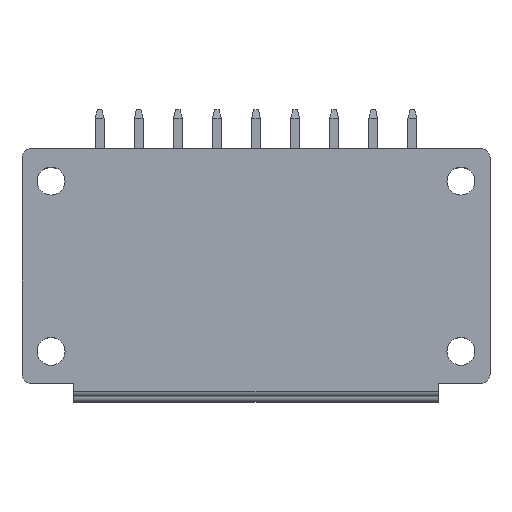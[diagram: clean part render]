
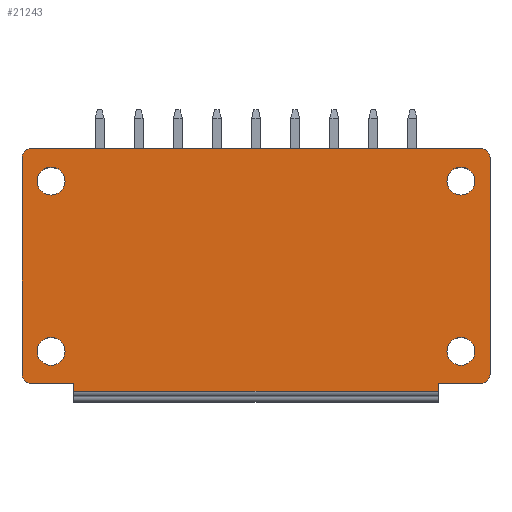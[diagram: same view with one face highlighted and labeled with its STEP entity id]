
A CAD part, top view. The second image highlights one B-rep face of the part: STEP entity #21243.
In plain terms, the highlighted planar face has unit normal (0, 0, 1).
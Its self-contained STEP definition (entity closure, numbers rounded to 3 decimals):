
#367=CARTESIAN_POINT('',(-34.8,-6.74,9.2));
#368=DIRECTION('',(0.,0.,-1.));
#369=DIRECTION('',(-1.,0.,0.));
#370=AXIS2_PLACEMENT_3D('',#367,#368,#369);
#372=CARTESIAN_POINT('',(-34.8,-6.74,9.2));
#373=DIRECTION('',(0.,0.,-1.));
#374=DIRECTION('',(1.,0.,0.));
#375=AXIS2_PLACEMENT_3D('',#372,#373,#374);
#377=CARTESIAN_POINT('',(-34.8,8.5,9.2));
#378=DIRECTION('',(0.,0.,-1.));
#379=DIRECTION('',(-1.,0.,0.));
#380=AXIS2_PLACEMENT_3D('',#377,#378,#379);
#382=CARTESIAN_POINT('',(-34.8,8.5,9.2));
#383=DIRECTION('',(0.,0.,-1.));
#384=DIRECTION('',(1.,0.,0.));
#385=AXIS2_PLACEMENT_3D('',#382,#383,#384);
#387=CARTESIAN_POINT('',(1.9,-6.74,9.2));
#388=DIRECTION('',(0.,0.,1.));
#389=DIRECTION('',(1.,0.,0.));
#390=AXIS2_PLACEMENT_3D('',#387,#388,#389);
#392=CARTESIAN_POINT('',(1.9,-6.74,9.2));
#393=DIRECTION('',(0.,0.,1.));
#394=DIRECTION('',(-1.,0.,0.));
#395=AXIS2_PLACEMENT_3D('',#392,#393,#394);
#397=CARTESIAN_POINT('',(1.9,8.5,9.2));
#398=DIRECTION('',(0.,0.,1.));
#399=DIRECTION('',(1.,0.,0.));
#400=AXIS2_PLACEMENT_3D('',#397,#398,#399);
#402=CARTESIAN_POINT('',(1.9,8.5,9.2));
#403=DIRECTION('',(0.,0.,1.));
#404=DIRECTION('',(-1.,0.,0.));
#405=AXIS2_PLACEMENT_3D('',#402,#403,#404);
#407=DIRECTION('',(0.,-1.,0.));
#408=VECTOR('',#407,0.7);
#409=CARTESIAN_POINT('',(-32.75,-9.6,9.2));
#410=LINE('',#409,#408);
#411=DIRECTION('',(1.,0.,0.));
#412=VECTOR('',#411,3.85);
#413=CARTESIAN_POINT('',(-36.6,-9.6,9.2));
#414=LINE('',#413,#412);
#415=CARTESIAN_POINT('',(-36.6,-8.8,9.2));
#416=DIRECTION('',(0.,0.,1.));
#417=DIRECTION('',(-1.,0.,0.));
#418=AXIS2_PLACEMENT_3D('',#415,#416,#417);
#420=CARTESIAN_POINT('',(-36.6,10.6,9.2));
#421=DIRECTION('',(0.,0.,1.));
#422=DIRECTION('',(0.,1.,0.));
#423=AXIS2_PLACEMENT_3D('',#420,#421,#422);
#425=CARTESIAN_POINT('',(3.7,10.6,9.2));
#426=DIRECTION('',(0.,0.,-1.));
#427=DIRECTION('',(0.,1.,0.));
#428=AXIS2_PLACEMENT_3D('',#425,#426,#427);
#430=CARTESIAN_POINT('',(3.7,-8.8,9.2));
#431=DIRECTION('',(0.,0.,-1.));
#432=DIRECTION('',(1.,0.,0.));
#433=AXIS2_PLACEMENT_3D('',#430,#431,#432);
#435=DIRECTION('',(-1.,0.,0.));
#436=VECTOR('',#435,3.85);
#437=CARTESIAN_POINT('',(3.7,-9.6,9.2));
#438=LINE('',#437,#436);
#439=DIRECTION('',(0.,-1.,0.));
#440=VECTOR('',#439,0.7);
#441=CARTESIAN_POINT('',(-0.15,-9.6,9.2));
#442=LINE('',#441,#440);
#7526=DIRECTION('',(0.,-1.,0.));
#7527=VECTOR('',#7526,19.4);
#7528=CARTESIAN_POINT('',(-37.4,10.6,9.2));
#7529=LINE('',#7528,#7527);
#7822=DIRECTION('',(-1.,0.,0.));
#7823=VECTOR('',#7822,40.3);
#7824=CARTESIAN_POINT('',(3.7,11.4,9.2));
#7825=LINE('',#7824,#7823);
#8986=DIRECTION('',(0.,1.,0.));
#8987=VECTOR('',#8986,19.4);
#8988=CARTESIAN_POINT('',(4.5,-8.8,9.2));
#8989=LINE('',#8988,#8987);
#9061=DIRECTION('',(-1.,0.,0.));
#9062=VECTOR('',#9061,32.6);
#9063=CARTESIAN_POINT('',(-0.15,-10.3,9.2));
#9064=LINE('',#9063,#9062);
#19822=CARTESIAN_POINT('',(-0.15,-10.3,9.2));
#19824=VERTEX_POINT('',#19822);
#20290=CARTESIAN_POINT('',(-32.75,-10.3,9.2));
#20292=VERTEX_POINT('',#20290);
#20740=CARTESIAN_POINT('',(3.15,8.5,9.2));
#20741=CARTESIAN_POINT('',(0.65,8.5,9.2));
#20742=VERTEX_POINT('',#20740);
#20743=VERTEX_POINT('',#20741);
#20744=CARTESIAN_POINT('',(3.15,-6.74,9.2));
#20745=CARTESIAN_POINT('',(0.65,-6.74,9.2));
#20746=VERTEX_POINT('',#20744);
#20747=VERTEX_POINT('',#20745);
#20748=CARTESIAN_POINT('',(3.7,11.4,9.2));
#20749=CARTESIAN_POINT('',(4.5,10.6,9.2));
#20750=VERTEX_POINT('',#20748);
#20751=VERTEX_POINT('',#20749);
#20752=CARTESIAN_POINT('',(4.5,-8.8,9.2));
#20753=CARTESIAN_POINT('',(3.7,-9.6,9.2));
#20754=VERTEX_POINT('',#20752);
#20755=VERTEX_POINT('',#20753);
#20756=CARTESIAN_POINT('',(-0.15,-9.6,9.2));
#20757=VERTEX_POINT('',#20756);
#20790=CARTESIAN_POINT('',(-36.05,8.5,9.2));
#20791=CARTESIAN_POINT('',(-33.55,8.5,9.2));
#20792=VERTEX_POINT('',#20790);
#20793=VERTEX_POINT('',#20791);
#20794=CARTESIAN_POINT('',(-36.05,-6.74,9.2));
#20795=CARTESIAN_POINT('',(-33.55,-6.74,9.2));
#20796=VERTEX_POINT('',#20794);
#20797=VERTEX_POINT('',#20795);
#20798=CARTESIAN_POINT('',(-36.6,11.4,9.2));
#20799=CARTESIAN_POINT('',(-37.4,10.6,9.2));
#20800=VERTEX_POINT('',#20798);
#20801=VERTEX_POINT('',#20799);
#20802=CARTESIAN_POINT('',(-37.4,-8.8,9.2));
#20803=CARTESIAN_POINT('',(-36.6,-9.6,9.2));
#20804=VERTEX_POINT('',#20802);
#20805=VERTEX_POINT('',#20803);
#20806=CARTESIAN_POINT('',(-32.75,-9.6,9.2));
#20807=VERTEX_POINT('',#20806);
#21190=CARTESIAN_POINT('',(0.,11.4,9.2));
#21191=DIRECTION('',(0.,0.,1.));
#21192=DIRECTION('',(0.,-1.,0.));
#21193=AXIS2_PLACEMENT_3D('',#21190,#21191,#21192);
#21194=PLANE('',#21193);
#21196=ORIENTED_EDGE('',*,*,#21195,.F.);
#21198=ORIENTED_EDGE('',*,*,#21197,.F.);
#21200=ORIENTED_EDGE('',*,*,#21199,.F.);
#21202=ORIENTED_EDGE('',*,*,#21201,.F.);
#21204=ORIENTED_EDGE('',*,*,#21203,.F.);
#21206=ORIENTED_EDGE('',*,*,#21205,.F.);
#21208=ORIENTED_EDGE('',*,*,#21207,.T.);
#21210=ORIENTED_EDGE('',*,*,#21209,.F.);
#21212=ORIENTED_EDGE('',*,*,#21211,.T.);
#21214=ORIENTED_EDGE('',*,*,#21213,.T.);
#21216=ORIENTED_EDGE('',*,*,#21215,.T.);
#21218=ORIENTED_EDGE('',*,*,#21217,.T.);
#21219=EDGE_LOOP('',(#21196,#21198,#21200,#21202,#21204,#21206,#21208,#21210,
#21212,#21214,#21216,#21218));
#21220=FACE_OUTER_BOUND('',#21219,.F.);
#21221=ORIENTED_EDGE('',*,*,#21170,.F.);
#21222=ORIENTED_EDGE('',*,*,#21184,.F.);
#21223=EDGE_LOOP('',(#21221,#21222));
#21224=FACE_BOUND('',#21223,.F.);
#21226=ORIENTED_EDGE('',*,*,#21225,.T.);
#21228=ORIENTED_EDGE('',*,*,#21227,.T.);
#21229=EDGE_LOOP('',(#21226,#21228));
#21230=FACE_BOUND('',#21229,.F.);
#21232=ORIENTED_EDGE('',*,*,#21231,.T.);
#21234=ORIENTED_EDGE('',*,*,#21233,.T.);
#21235=EDGE_LOOP('',(#21232,#21234));
#21236=FACE_BOUND('',#21235,.F.);
#21238=ORIENTED_EDGE('',*,*,#21237,.F.);
#21240=ORIENTED_EDGE('',*,*,#21239,.F.);
#21241=EDGE_LOOP('',(#21238,#21240));
#21242=FACE_BOUND('',#21241,.F.);
#21243=ADVANCED_FACE('',(#21220,#21224,#21230,#21236,#21242),#21194,.T.);
#371=CIRCLE('',#370,1.25);
#376=CIRCLE('',#375,1.25);
#381=CIRCLE('',#380,1.25);
#386=CIRCLE('',#385,1.25);
#391=CIRCLE('',#390,1.25);
#396=CIRCLE('',#395,1.25);
#401=CIRCLE('',#400,1.25);
#406=CIRCLE('',#405,1.25);
#419=CIRCLE('',#418,0.8);
#424=CIRCLE('',#423,0.8);
#429=CIRCLE('',#428,0.8);
#434=CIRCLE('',#433,0.8);
#21170=EDGE_CURVE('',#20792,#20793,#381,.T.);
#21184=EDGE_CURVE('',#20793,#20792,#386,.T.);
#21195=EDGE_CURVE('',#20807,#20292,#410,.T.);
#21197=EDGE_CURVE('',#20805,#20807,#414,.T.);
#21199=EDGE_CURVE('',#20804,#20805,#419,.T.);
#21201=EDGE_CURVE('',#20801,#20804,#7529,.T.);
#21203=EDGE_CURVE('',#20800,#20801,#424,.T.);
#21205=EDGE_CURVE('',#20750,#20800,#7825,.T.);
#21207=EDGE_CURVE('',#20750,#20751,#429,.T.);
#21209=EDGE_CURVE('',#20754,#20751,#8989,.T.);
#21211=EDGE_CURVE('',#20754,#20755,#434,.T.);
#21213=EDGE_CURVE('',#20755,#20757,#438,.T.);
#21215=EDGE_CURVE('',#20757,#19824,#442,.T.);
#21217=EDGE_CURVE('',#19824,#20292,#9064,.T.);
#21225=EDGE_CURVE('',#20746,#20747,#391,.T.);
#21227=EDGE_CURVE('',#20747,#20746,#396,.T.);
#21231=EDGE_CURVE('',#20742,#20743,#401,.T.);
#21233=EDGE_CURVE('',#20743,#20742,#406,.T.);
#21237=EDGE_CURVE('',#20796,#20797,#371,.T.);
#21239=EDGE_CURVE('',#20797,#20796,#376,.T.);
